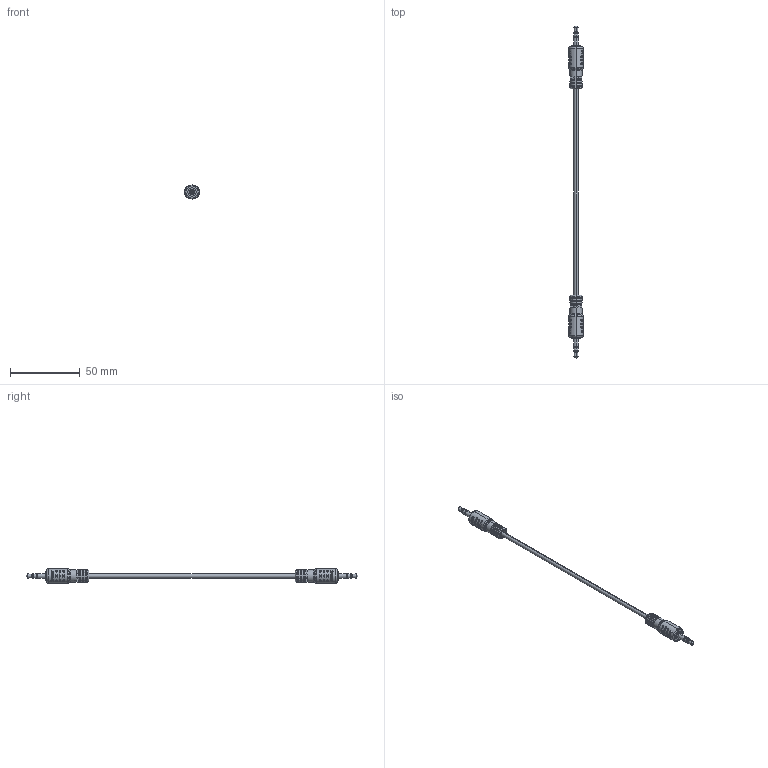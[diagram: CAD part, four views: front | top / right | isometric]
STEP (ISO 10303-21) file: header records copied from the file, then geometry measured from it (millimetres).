
FILE_DESCRIPTION (( 'STEP AP203' ), '1' );
FILE_NAME ('CTL35MMT.STEP', '2010-09-08T14:56:03', ( 'x' ), ( 'Microsoft' ), 'SwSTEP 2.0', 'SolidWorks 2010', '' );
FILE_SCHEMA (( 'CONFIG_CONTROL_DESIGN' ));
Length unit declared in the file: inch
Products named in the file (6): MTN-238; 1AL08-274; 3AB13-015; MTN-188; CTL35MMT; 1AA12-011
Assembly tree (6 placements, depth 3):
  CTL35MMT
    3AB13-015  x2
      1AA12-011
      MTN-188
      MTN-238
    1AL08-274
Bounding box: 10.67 x 237.52 x 10.16 mm (x, y, z)
Volume: 6757.4 mm3; surface area: 5962.2 mm2
Topology: 7 solids, 7 shells, 1896 faces, 5390 edges, 3560 vertices
Faces by surface type: plane 1672, cylinder 132, torus 48, bspline 24, cone 20
Entity records: 33521 total; most frequent: CARTESIAN_POINT 12395, ORIENTED_EDGE 5396, DIRECTION 3292, EDGE_CURVE 2698, VERTEX_POINT 1782, AXIS2_PLACEMENT_3D 1167, EDGE_LOOP 1008, VECTOR 958
